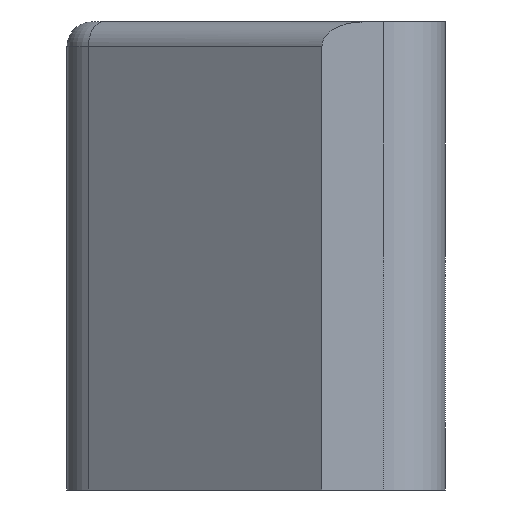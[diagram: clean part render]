
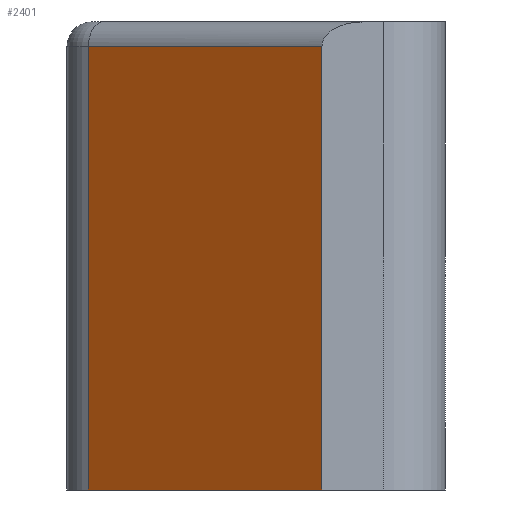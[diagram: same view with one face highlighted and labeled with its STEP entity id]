
A CAD part, left-side view. The second image highlights one B-rep face of the part: STEP entity #2401.
In plain terms, the highlighted planar face has unit normal (-0.79, 0.613, 0).
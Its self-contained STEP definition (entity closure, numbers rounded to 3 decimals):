
#82=PLANE('',#2719);
#181=LINE('',#4131,#353);
#254=LINE('',#4446,#426);
#255=LINE('',#4448,#427);
#257=LINE('',#4451,#429);
#353=VECTOR('',#3139,10.);
#426=VECTOR('',#3502,10.);
#427=VECTOR('',#3505,10.);
#429=VECTOR('',#3509,10.);
#653=FACE_OUTER_BOUND('',#811,.T.);
#811=EDGE_LOOP('',(#2190,#2191,#2192,#2193));
#1122=VERTEX_POINT('',#4128);
#1123=VERTEX_POINT('',#4130);
#1201=VERTEX_POINT('',#4440);
#1202=VERTEX_POINT('',#4444);
#1390=EDGE_CURVE('',#1122,#1123,#181,.T.);
#1540=EDGE_CURVE('',#1201,#1202,#254,.T.);
#1541=EDGE_CURVE('',#1122,#1202,#255,.T.);
#1543=EDGE_CURVE('',#1123,#1201,#257,.T.);
#2190=ORIENTED_EDGE('',*,*,#1540,.F.);
#2191=ORIENTED_EDGE('',*,*,#1543,.F.);
#2192=ORIENTED_EDGE('',*,*,#1390,.F.);
#2193=ORIENTED_EDGE('',*,*,#1541,.T.);
#2401=ADVANCED_FACE('',(#653),#82,.T.);
#2719=AXIS2_PLACEMENT_3D('',#4450,#3507,#3508);
#3139=DIRECTION('',(0.613,0.79,0.));
#3502=DIRECTION('',(-0.613,-0.79,0.));
#3505=DIRECTION('',(0.,0.,1.));
#3507=DIRECTION('center_axis',(-0.79,0.613,0.));
#3508=DIRECTION('ref_axis',(-0.613,-0.79,0.));
#3509=DIRECTION('',(0.,0.,1.));
#4128=CARTESIAN_POINT('',(-60.,10.,0.));
#4130=CARTESIAN_POINT('',(-45.307,28.957,0.));
#4131=CARTESIAN_POINT('',(-60.,10.,0.));
#4440=CARTESIAN_POINT('',(-45.307,28.957,36.));
#4444=CARTESIAN_POINT('',(-60.,10.,36.));
#4446=CARTESIAN_POINT('',(-45.729,28.412,36.));
#4448=CARTESIAN_POINT('',(-60.,10.,0.));
#4450=CARTESIAN_POINT('Origin',(-45.307,28.957,0.));
#4451=CARTESIAN_POINT('',(-45.307,28.957,0.));
